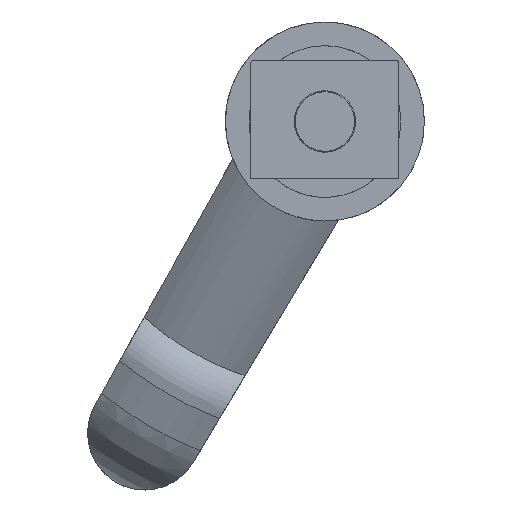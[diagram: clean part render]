
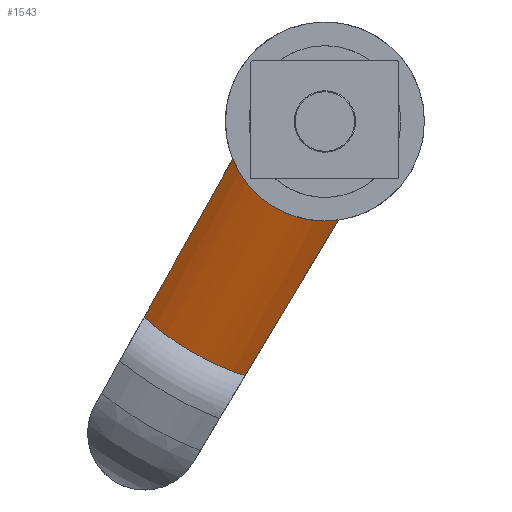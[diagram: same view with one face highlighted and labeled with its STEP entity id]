
A CAD part, left-side view. The second image highlights one B-rep face of the part: STEP entity #1543.
In plain terms, the highlighted cylindrical face has radius 5.111 mm (diameter 10.222 mm), a partial arc.
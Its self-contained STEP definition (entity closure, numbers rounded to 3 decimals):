
#28=B_SPLINE_CURVE_WITH_KNOTS('',3,(#2186,#2187,#2188,#2189,#2190,#2191,
#2192),.UNSPECIFIED.,.F.,.F.,(4,1,1,1,4),(0.007,0.009,
0.011,0.013,0.015),.UNSPECIFIED.);
#74=CYLINDRICAL_SURFACE('',#1650,5.111);
#98=ELLIPSE('',#1638,365.481,5.111);
#102=ELLIPSE('',#1645,365.481,5.111);
#405=ORIENTED_EDGE('',*,*,#624,.F.);
#406=ORIENTED_EDGE('',*,*,#630,.T.);
#407=ORIENTED_EDGE('',*,*,#635,.F.);
#408=ORIENTED_EDGE('',*,*,#617,.F.);
#617=EDGE_CURVE('',#744,#745,#98,.T.);
#624=EDGE_CURVE('',#750,#744,#28,.T.);
#630=EDGE_CURVE('',#750,#755,#102,.F.);
#635=EDGE_CURVE('',#745,#755,#815,.T.);
#744=VERTEX_POINT('',#2164);
#745=VERTEX_POINT('',#2166);
#750=VERTEX_POINT('',#2185);
#755=VERTEX_POINT('',#2210);
#815=CIRCLE('',#1651,5.111);
#874=EDGE_LOOP('',(#405,#406,#407,#408));
#958=FACE_BOUND('',#874,.T.);
#1543=ADVANCED_FACE('',(#958),#74,.T.);
#1638=AXIS2_PLACEMENT_3D('',#2165,#1864,#1865);
#1645=AXIS2_PLACEMENT_3D('',#2211,#1881,#1882);
#1650=AXIS2_PLACEMENT_3D('',#2226,#1891,#1892);
#1651=AXIS2_PLACEMENT_3D('',#2227,#1893,#1894);
#1864=DIRECTION('',(0.,-0.858,-0.514));
#1865=DIRECTION('',(0.309,0.489,-0.816));
#1881=DIRECTION('',(0.,0.873,0.488));
#1882=DIRECTION('',(-0.309,-0.464,0.83));
#1891=DIRECTION('',(0.309,0.477,-0.823));
#1892=DIRECTION('',(0.951,-0.155,0.267));
#1893=DIRECTION('',(0.309,0.477,-0.823));
#1894=DIRECTION('',(0.951,-0.155,0.267));
#2164=CARTESIAN_POINT('',(30.642,19.293,12.798));
#2165=CARTESIAN_POINT('',(105.926,131.748,-174.98));
#2166=CARTESIAN_POINT('',(33.634,24.209,4.589));
#2185=CARTESIAN_POINT('',(30.642,24.864,16.023));
#2186=CARTESIAN_POINT('',(30.642,24.864,16.023));
#2187=CARTESIAN_POINT('',(30.384,24.659,15.521));
#2188=CARTESIAN_POINT('',(29.96,24.078,14.54));
#2189=CARTESIAN_POINT('',(29.721,22.687,13.367));
#2190=CARTESIAN_POINT('',(29.959,20.974,12.74));
#2191=CARTESIAN_POINT('',(30.385,19.829,12.725));
#2192=CARTESIAN_POINT('',(30.642,19.293,12.798));
#2210=CARTESIAN_POINT('',(33.634,29.536,7.673));
#2211=CARTESIAN_POINT('',(105.926,131.748,-174.98));
#2226=CARTESIAN_POINT('',(34.661,21.839,14.824));
#2227=CARTESIAN_POINT('',(37.515,26.241,7.222));
